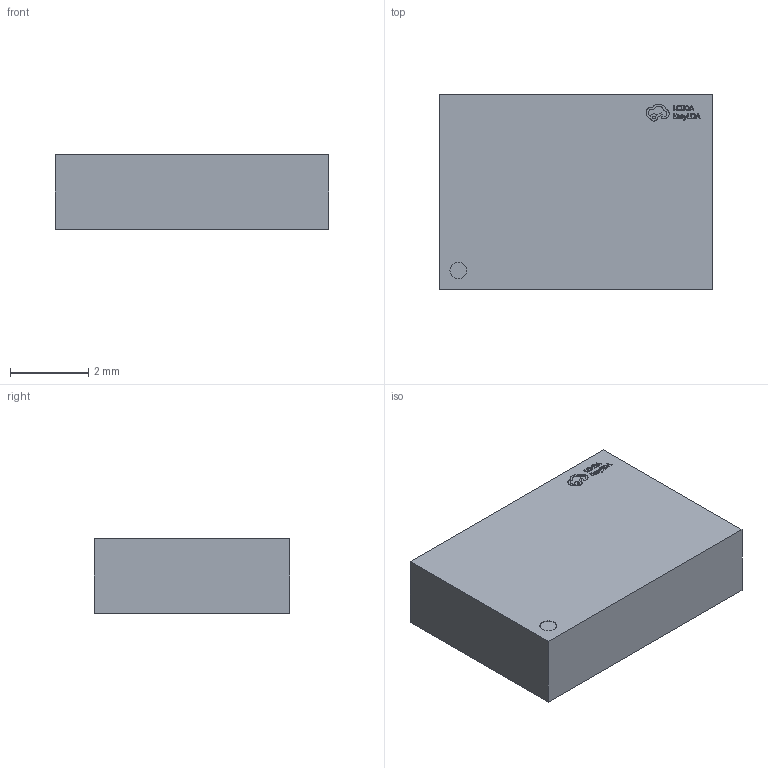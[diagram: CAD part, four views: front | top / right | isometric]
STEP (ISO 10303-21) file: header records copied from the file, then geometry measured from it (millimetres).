
FILE_DESCRIPTION (( 'STEP AP214' ), '1' );
FILE_NAME ('OSC-SMD_10P-L7.0-W5.0-BL_BT507BC.STEP', '2024-06-28T13:43:22', ( 'User' ), ( 'China' ), 'SwSTEP 2.0', 'SolidWorks 2020', '' );
FILE_SCHEMA (( 'AUTOMOTIVE_DESIGN' ));
Length unit declared in the file: millimetre
Products named in the file (1): OSC-SMD_10P-L7.0-W5.0-BL_BT507BC
Bounding box: 7 x 5 x 1.92 mm (x, y, z)
Volume: 66.5 mm3; surface area: 115.9 mm2
Topology: 1 solids, 1 shells, 284 faces, 756 edges, 504 vertices
Faces by surface type: plane 184, bspline 98, cylinder 2
Entity records: 12414 total; most frequent: CARTESIAN_POINT 2851, ORIENTED_EDGE 1512, DIRECTION 934, EDGE_CURVE 756, LINE 552, VECTOR 552, VERTEX_POINT 504, EDGE_LOOP 314
